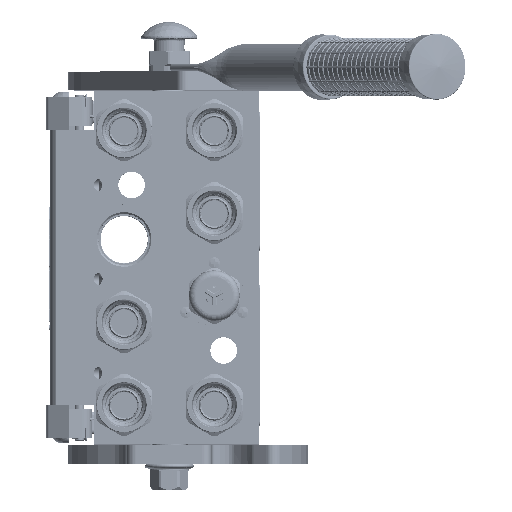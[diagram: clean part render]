
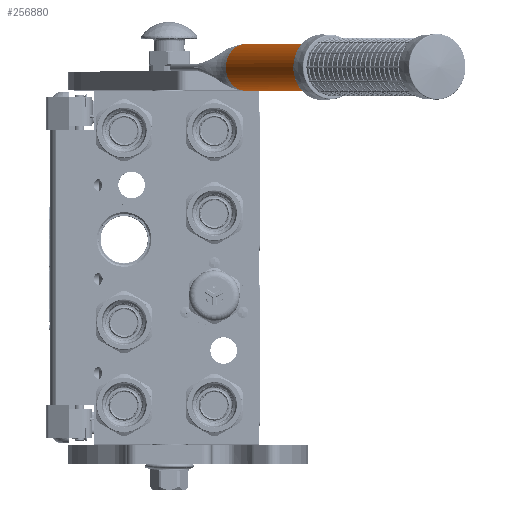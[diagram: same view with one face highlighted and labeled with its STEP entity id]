
A CAD part, top view. The second image highlights one B-rep face of the part: STEP entity #256880.
In plain terms, the highlighted cylindrical face has radius 12.5 mm (diameter 25 mm), a partial arc.
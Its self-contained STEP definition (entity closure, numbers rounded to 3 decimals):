
#608 = CARTESIAN_POINT ( 'NONE',  ( -12.481, 0.178, -0.683 ) ) ;
#1486 = CARTESIAN_POINT ( 'NONE',  ( -12.482, 0.182, -0.665 ) ) ;
#6571 = B_SPLINE_CURVE_WITH_KNOTS ( 'NONE', 3,
 ( #131486, #229907, #11485, #191656, #153280, #70582, #111418, #72254, #252525, #133207, #149847, #33223, #170744, #233353, #110576, #30639 ),
 .UNSPECIFIED., .F., .F.,
 ( 4, 2, 1, 2, 2, 1, 2, 2, 4 ),
 ( 0., 0.25, 0.313, 0.328, 0.344, 0.375, 0.438, 0.5, 1. ),
 .UNSPECIFIED. ) ;
#9863 = VECTOR ( 'NONE', #185826, 1000. ) ;
#11485 = CARTESIAN_POINT ( 'NONE',  ( 12.452, 0.083, -1.1 ) ) ;
#13036 = LINE ( 'NONE', #143526, #181147 ) ;
#13940 = DIRECTION ( 'NONE',  ( 0.994, 0., -0.109 ) ) ;
#14650 = CIRCLE ( 'NONE', #22030, 12.5 ) ;
#18963 = DIRECTION ( 'NONE',  ( 0., 1., 0. ) ) ;
#19197 = EDGE_CURVE ( 'NONE', #146348, #66204, #13036, .T. ) ;
#22030 = AXIS2_PLACEMENT_3D ( 'NONE', #237361, #18963, #176550 ) ;
#22364 = CARTESIAN_POINT ( 'NONE',  ( -12.426, 0., -1.36 ) ) ;
#23779 = EDGE_LOOP ( 'NONE', ( #67627, #242718, #156270, #53611, #41866, #140099, #176103 ) ) ;
#30639 = CARTESIAN_POINT ( 'NONE',  ( 12.5, 0.24, 0. ) ) ;
#33223 = CARTESIAN_POINT ( 'NONE',  ( 12.478, 0.167, -0.748 ) ) ;
#37912 = EDGE_CURVE ( 'NONE', #183925, #66204, #245209, .T. ) ;
#41518 = CARTESIAN_POINT ( 'NONE',  ( -12.499, 0.235, -0.221 ) ) ;
#41866 = ORIENTED_EDGE ( 'NONE', *, *, #37912, .F. ) ;
#42384 = CARTESIAN_POINT ( 'NONE',  ( -12.494, 0.22, -0.394 ) ) ;
#46033 = EDGE_CURVE ( 'NONE', #140261, #149589, #6571, .T. ) ;
#49342 = CARTESIAN_POINT ( 'NONE',  ( 12.5, 198., 0. ) ) ;
#53611 = ORIENTED_EDGE ( 'NONE', *, *, #19197, .T. ) ;
#57634 = B_SPLINE_CURVE_WITH_KNOTS ( 'NONE', 3,
 ( #156389, #140650, #41518, #42384, #118891, #158957, #180787, #61450, #1486, #219092, #608, #138952, #58898, #258252, #22364 ),
 .UNSPECIFIED., .F., .F.,
 ( 4, 2, 2, 1, 1, 1, 2, 2, 4 ),
 ( 0., 0.25, 0.375, 0.438, 0.469, 0.484, 0.492, 0.5, 1. ),
 .UNSPECIFIED. ) ;
#58898 = CARTESIAN_POINT ( 'NONE',  ( -12.472, 0.146, -0.859 ) ) ;
#60515 = DIRECTION ( 'NONE',  ( 1., 0., 0. ) ) ;
#61450 = CARTESIAN_POINT ( 'NONE',  ( -12.484, 0.186, -0.638 ) ) ;
#61824 = EDGE_CURVE ( 'NONE', #233740, #218099, #14650, .T. ) ;
#62713 = LINE ( 'NONE', #63904, #9863 ) ;
#63904 = CARTESIAN_POINT ( 'NONE',  ( 12.5, 0.24, 0. ) ) ;
#65101 = CARTESIAN_POINT ( 'NONE',  ( 12.5, 0.24, 0. ) ) ;
#66204 = VERTEX_POINT ( 'NONE', #156966 ) ;
#67627 = ORIENTED_EDGE ( 'NONE', *, *, #205997, .T. ) ;
#69484 = CARTESIAN_POINT ( 'NONE',  ( -12.426, 0., -1.36 ) ) ;
#70582 = CARTESIAN_POINT ( 'NONE',  ( 12.466, 0.127, -0.927 ) ) ;
#72254 = CARTESIAN_POINT ( 'NONE',  ( 12.467, 0.131, -0.91 ) ) ;
#78233 = AXIS2_PLACEMENT_3D ( 'NONE', #96438, #234072, #13940 ) ;
#79597 = DIRECTION ( 'NONE',  ( 0., -1., 0. ) ) ;
#80997 = CARTESIAN_POINT ( 'NONE',  ( -12.5, 0.24, 0. ) ) ;
#96438 = CARTESIAN_POINT ( 'NONE',  ( 0., 0., 0. ) ) ;
#102588 = DIRECTION ( 'NONE',  ( 0., 1., 0. ) ) ;
#104891 = DIRECTION ( 'NONE',  ( 1., 0., 0. ) ) ;
#110576 = CARTESIAN_POINT ( 'NONE',  ( 12.5, 0.24, -0.216 ) ) ;
#111418 = CARTESIAN_POINT ( 'NONE',  ( 12.466, 0.13, -0.917 ) ) ;
#118891 = CARTESIAN_POINT ( 'NONE',  ( -12.492, 0.214, -0.452 ) ) ;
#131486 = CARTESIAN_POINT ( 'NONE',  ( 12.426, 0., -1.36 ) ) ;
#131793 = FACE_OUTER_BOUND ( 'NONE', #23779, .T. ) ;
#133207 = CARTESIAN_POINT ( 'NONE',  ( 12.471, 0.146, -0.847 ) ) ;
#136178 = CARTESIAN_POINT ( 'NONE',  ( 0., 0., -12.5 ) ) ;
#138952 = CARTESIAN_POINT ( 'NONE',  ( -12.481, 0.178, -0.688 ) ) ;
#140099 = ORIENTED_EDGE ( 'NONE', *, *, #144946, .F. ) ;
#140261 = VERTEX_POINT ( 'NONE', #195951 ) ;
#140650 = CARTESIAN_POINT ( 'NONE',  ( -12.5, 0.24, -0.108 ) ) ;
#143526 = CARTESIAN_POINT ( 'NONE',  ( -12.5, 0.24, 0. ) ) ;
#144946 = EDGE_CURVE ( 'NONE', #149589, #183925, #62713, .T. ) ;
#146348 = VERTEX_POINT ( 'NONE', #80997 ) ;
#149589 = VERTEX_POINT ( 'NONE', #65101 ) ;
#149847 = CARTESIAN_POINT ( 'NONE',  ( 12.474, 0.155, -0.804 ) ) ;
#153280 = CARTESIAN_POINT ( 'NONE',  ( 12.464, 0.121, -0.953 ) ) ;
#156270 = ORIENTED_EDGE ( 'NONE', *, *, #186608, .F. ) ;
#156389 = CARTESIAN_POINT ( 'NONE',  ( -12.5, 0.24, 0. ) ) ;
#156966 = CARTESIAN_POINT ( 'NONE',  ( -12.5, 198., 0. ) ) ;
#158957 = CARTESIAN_POINT ( 'NONE',  ( -12.488, 0.202, -0.541 ) ) ;
#160634 = CARTESIAN_POINT ( 'NONE',  ( 0., 0., 0. ) ) ;
#168485 = CARTESIAN_POINT ( 'NONE',  ( 0., 198., 0. ) ) ;
#170744 = CARTESIAN_POINT ( 'NONE',  ( 12.479, 0.172, -0.721 ) ) ;
#171617 = AXIS2_PLACEMENT_3D ( 'NONE', #160634, #79597, #60515 ) ;
#176103 = ORIENTED_EDGE ( 'NONE', *, *, #46033, .F. ) ;
#176550 = DIRECTION ( 'NONE',  ( 0.994, 0., -0.109 ) ) ;
#180787 = CARTESIAN_POINT ( 'NONE',  ( -12.486, 0.195, -0.586 ) ) ;
#181147 = VECTOR ( 'NONE', #102588, 1000. ) ;
#183925 = VERTEX_POINT ( 'NONE', #49342 ) ;
#185826 = DIRECTION ( 'NONE',  ( 0., 1., 0. ) ) ;
#186608 = EDGE_CURVE ( 'NONE', #146348, #218099, #57634, .T. ) ;
#191656 = CARTESIAN_POINT ( 'NONE',  ( 12.461, 0.114, -0.981 ) ) ;
#195951 = CARTESIAN_POINT ( 'NONE',  ( 12.426, 0., -1.36 ) ) ;
#205997 = EDGE_CURVE ( 'NONE', #140261, #233740, #257565, .T. ) ;
#218099 = VERTEX_POINT ( 'NONE', #69484 ) ;
#219092 = CARTESIAN_POINT ( 'NONE',  ( -12.482, 0.18, -0.676 ) ) ;
#229907 = CARTESIAN_POINT ( 'NONE',  ( 12.441, 0.049, -1.219 ) ) ;
#233353 = CARTESIAN_POINT ( 'NONE',  ( 12.494, 0.221, -0.449 ) ) ;
#233740 = VERTEX_POINT ( 'NONE', #136178 ) ;
#234072 = DIRECTION ( 'NONE',  ( 0., 1., 0. ) ) ;
#237361 = CARTESIAN_POINT ( 'NONE',  ( 0., 0., 0. ) ) ;
#242718 = ORIENTED_EDGE ( 'NONE', *, *, #61824, .T. ) ;
#244282 = DIRECTION ( 'NONE',  ( 0., 1., 0. ) ) ;
#245209 = CIRCLE ( 'NONE', #255923, 12.5 ) ;
#250267 = CYLINDRICAL_SURFACE ( 'NONE', #171617, 12.5 ) ;
#252525 = CARTESIAN_POINT ( 'NONE',  ( 12.468, 0.136, -0.889 ) ) ;
#255923 = AXIS2_PLACEMENT_3D ( 'NONE', #168485, #244282, #104891 ) ;
#256880 = ADVANCED_FACE ( 'NONE', ( #131793 ), #250267, .T. ) ;
#257565 = CIRCLE ( 'NONE', #78233, 12.5 ) ;
#258252 = CARTESIAN_POINT ( 'NONE',  ( -12.456, 0.096, -1.087 ) ) ;
